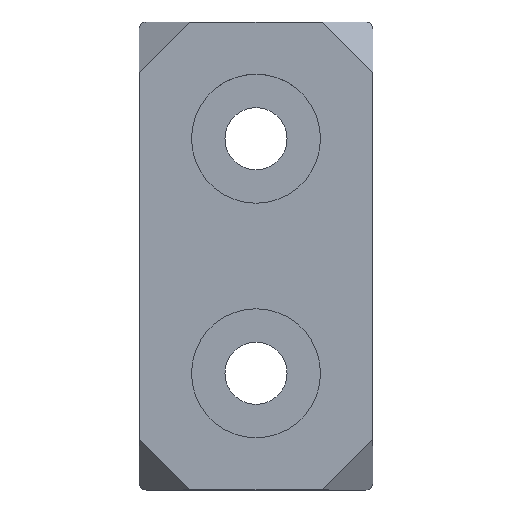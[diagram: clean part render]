
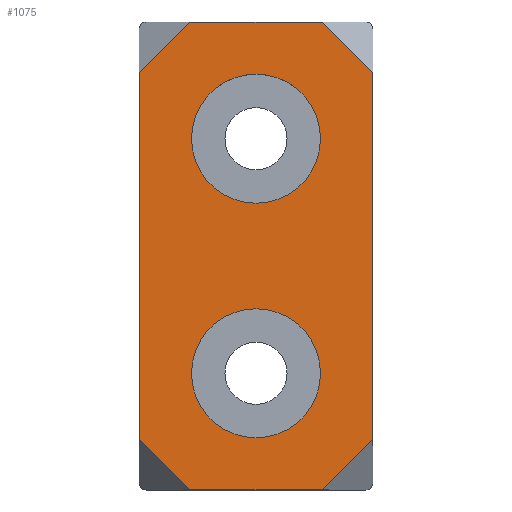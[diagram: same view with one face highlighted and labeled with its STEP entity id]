
A CAD part, top view. The second image highlights one B-rep face of the part: STEP entity #1075.
In plain terms, the highlighted planar face has unit normal (0, 0, 1).
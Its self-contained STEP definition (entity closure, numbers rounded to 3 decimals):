
#17=FACE_BOUND('',#198,.T.);
#18=FACE_BOUND('',#199,.T.);
#77=PLANE('',#1164);
#136=FACE_OUTER_BOUND('',#197,.T.);
#197=EDGE_LOOP('',(#958,#959,#960,#961,#962,#963,#964,#965));
#198=EDGE_LOOP('',(#966));
#199=EDGE_LOOP('',(#967));
#220=CIRCLE('',#1161,5.5);
#221=CIRCLE('',#1163,5.5);
#225=LINE('',#1460,#353);
#230=LINE('',#1469,#358);
#234=LINE('',#1483,#362);
#239=LINE('',#1492,#367);
#242=LINE('',#1502,#370);
#246=LINE('',#1510,#374);
#247=LINE('',#1515,#375);
#249=LINE('',#1518,#377);
#353=VECTOR('',#1179,10.);
#358=VECTOR('',#1186,10.);
#362=VECTOR('',#1198,10.);
#367=VECTOR('',#1205,10.);
#370=VECTOR('',#1216,10.);
#374=VECTOR('',#1222,10.);
#375=VECTOR('',#1231,10.);
#377=VECTOR('',#1235,10.);
#486=VERTEX_POINT('',#1457);
#487=VERTEX_POINT('',#1459);
#490=VERTEX_POINT('',#1467);
#495=VERTEX_POINT('',#1480);
#496=VERTEX_POINT('',#1482);
#499=VERTEX_POINT('',#1490);
#502=VERTEX_POINT('',#1500);
#505=VERTEX_POINT('',#1508);
#576=VERTEX_POINT('',#1737);
#577=VERTEX_POINT('',#1741);
#583=EDGE_CURVE('',#487,#486,#225,.T.);
#588=EDGE_CURVE('',#486,#490,#230,.T.);
#594=EDGE_CURVE('',#496,#495,#234,.T.);
#599=EDGE_CURVE('',#495,#499,#239,.T.);
#604=EDGE_CURVE('',#499,#502,#242,.T.);
#608=EDGE_CURVE('',#502,#505,#246,.T.);
#611=EDGE_CURVE('',#505,#487,#247,.T.);
#613=EDGE_CURVE('',#490,#496,#249,.T.);
#718=EDGE_CURVE('',#576,#576,#220,.T.);
#720=EDGE_CURVE('',#577,#577,#221,.T.);
#958=ORIENTED_EDGE('',*,*,#611,.T.);
#959=ORIENTED_EDGE('',*,*,#583,.T.);
#960=ORIENTED_EDGE('',*,*,#588,.T.);
#961=ORIENTED_EDGE('',*,*,#613,.T.);
#962=ORIENTED_EDGE('',*,*,#594,.T.);
#963=ORIENTED_EDGE('',*,*,#599,.T.);
#964=ORIENTED_EDGE('',*,*,#604,.T.);
#965=ORIENTED_EDGE('',*,*,#608,.T.);
#966=ORIENTED_EDGE('',*,*,#720,.T.);
#967=ORIENTED_EDGE('',*,*,#718,.T.);
#1075=ADVANCED_FACE('',(#136,#17,#18),#77,.T.);
#1161=AXIS2_PLACEMENT_3D('',#1738,#1434,#1435);
#1163=AXIS2_PLACEMENT_3D('',#1742,#1439,#1440);
#1164=AXIS2_PLACEMENT_3D('',#1744,#1442,#1443);
#1179=DIRECTION('',(0.,1.,0.));
#1186=DIRECTION('',(-0.707,0.707,0.));
#1198=DIRECTION('',(-0.707,-0.707,0.));
#1205=DIRECTION('',(0.,-1.,0.));
#1216=DIRECTION('',(0.707,-0.707,0.));
#1222=DIRECTION('',(1.,0.,0.));
#1231=DIRECTION('',(0.707,0.707,0.));
#1235=DIRECTION('',(-1.,0.,0.));
#1434=DIRECTION('center_axis',(0.,0.,-1.));
#1435=DIRECTION('ref_axis',(1.,0.,0.));
#1439=DIRECTION('center_axis',(0.,0.,-1.));
#1440=DIRECTION('ref_axis',(1.,0.,0.));
#1442=DIRECTION('center_axis',(0.,0.,1.));
#1443=DIRECTION('ref_axis',(1.,0.,0.));
#1457=CARTESIAN_POINT('',(19.9,35.6,3.7));
#1459=CARTESIAN_POINT('',(19.9,4.3,3.7));
#1460=CARTESIAN_POINT('',(19.9,0.,3.7));
#1467=CARTESIAN_POINT('',(15.6,39.9,3.7));
#1469=CARTESIAN_POINT('',(21.325,34.175,3.7));
#1480=CARTESIAN_POINT('',(0.,35.6,3.7));
#1482=CARTESIAN_POINT('',(4.3,39.9,3.7));
#1483=CARTESIAN_POINT('',(-1.425,34.175,3.7));
#1490=CARTESIAN_POINT('',(0.,4.3,3.7));
#1492=CARTESIAN_POINT('',(0.,39.9,3.7));
#1500=CARTESIAN_POINT('',(4.3,0.,3.7));
#1502=CARTESIAN_POINT('',(-1.425,5.725,3.7));
#1508=CARTESIAN_POINT('',(15.6,0.,3.7));
#1510=CARTESIAN_POINT('',(0.,0.,3.7));
#1515=CARTESIAN_POINT('',(21.325,5.725,3.7));
#1518=CARTESIAN_POINT('',(19.9,39.9,3.7));
#1737=CARTESIAN_POINT('',(4.45,29.95,3.7));
#1738=CARTESIAN_POINT('Origin',(9.95,29.95,3.7));
#1741=CARTESIAN_POINT('',(4.45,9.95,3.7));
#1742=CARTESIAN_POINT('Origin',(9.95,9.95,3.7));
#1744=CARTESIAN_POINT('Origin',(9.95,19.95,3.7));
